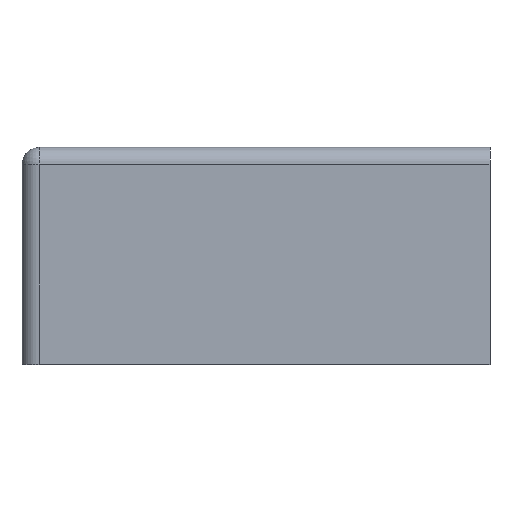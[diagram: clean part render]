
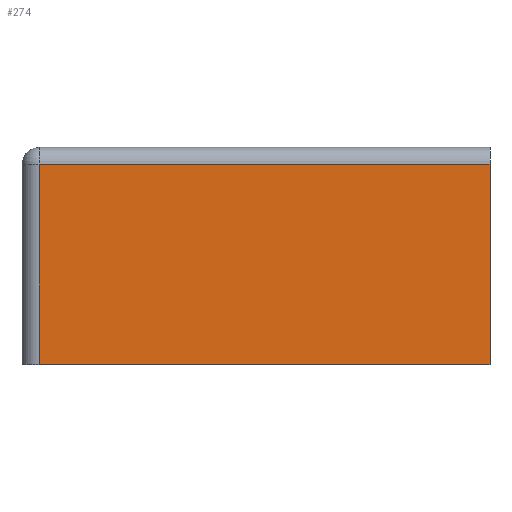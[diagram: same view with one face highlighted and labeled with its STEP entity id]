
A CAD part, top view. The second image highlights one B-rep face of the part: STEP entity #274.
In plain terms, the highlighted planar face has unit normal (0, 0, 1).
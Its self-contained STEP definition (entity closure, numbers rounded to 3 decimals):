
#22=PLANE('',#324);
#29=LINE('',#437,#49);
#32=LINE('',#444,#52);
#39=LINE('',#469,#59);
#40=LINE('',#470,#60);
#49=VECTOR('',#353,10.);
#52=VECTOR('',#360,10.);
#59=VECTOR('',#387,10.);
#60=VECTOR('',#388,10.);
#84=FACE_OUTER_BOUND('',#101,.T.);
#101=EDGE_LOOP('',(#217,#218,#219,#220));
#133=VERTEX_POINT('',#430);
#135=VERTEX_POINT('',#435);
#136=VERTEX_POINT('',#440);
#145=VERTEX_POINT('',#468);
#158=EDGE_CURVE('',#135,#133,#29,.T.);
#162=EDGE_CURVE('',#133,#136,#32,.T.);
#174=EDGE_CURVE('',#135,#145,#39,.T.);
#175=EDGE_CURVE('',#145,#136,#40,.T.);
#217=ORIENTED_EDGE('',*,*,#162,.F.);
#218=ORIENTED_EDGE('',*,*,#158,.F.);
#219=ORIENTED_EDGE('',*,*,#174,.T.);
#220=ORIENTED_EDGE('',*,*,#175,.T.);
#274=ADVANCED_FACE('',(#84),#22,.T.);
#324=AXIS2_PLACEMENT_3D('',#467,#385,#386);
#353=DIRECTION('',(0.,1.,0.));
#360=DIRECTION('',(1.,0.,0.));
#385=DIRECTION('center_axis',(0.,0.,1.));
#386=DIRECTION('ref_axis',(1.,0.,0.));
#387=DIRECTION('',(1.,0.,0.));
#388=DIRECTION('',(0.,1.,0.));
#430=CARTESIAN_POINT('',(2.,23.5,0.));
#435=CARTESIAN_POINT('',(2.,0.,0.));
#437=CARTESIAN_POINT('',(2.,0.,0.));
#440=CARTESIAN_POINT('',(55.,23.5,0.));
#444=CARTESIAN_POINT('',(13.75,23.5,0.));
#467=CARTESIAN_POINT('Origin',(0.,0.,0.));
#468=CARTESIAN_POINT('',(55.,0.,0.));
#469=CARTESIAN_POINT('',(0.,0.,0.));
#470=CARTESIAN_POINT('',(55.,0.,0.));
